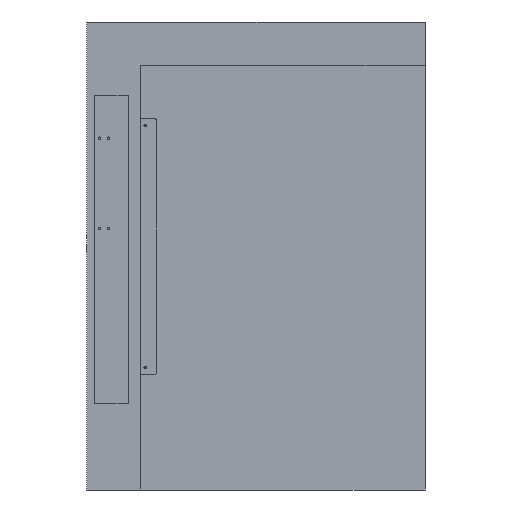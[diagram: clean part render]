
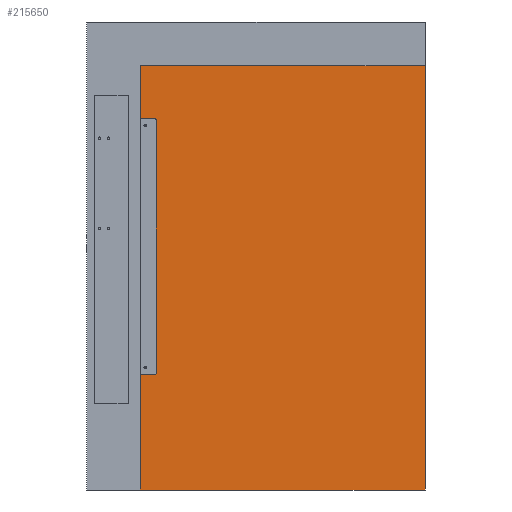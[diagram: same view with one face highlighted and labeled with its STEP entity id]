
A CAD part, left-side view. The second image highlights one B-rep face of the part: STEP entity #215650.
In plain terms, the highlighted planar face has unit normal (-1, 0, 0).
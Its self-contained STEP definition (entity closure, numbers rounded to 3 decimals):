
#211080=CARTESIAN_POINT('',(-42.,-70.1,-1151.6));
#211090=DIRECTION('',(0.,0.,-1.));
#211100=VECTOR('',#211090,1.);
#211110=LINE('',#211080,#211100);
#211180=CARTESIAN_POINT('',(-42.,-70.1,-1831.35));
#211190=VERTEX_POINT('',#211180);
#211220=CARTESIAN_POINT('',(-42.,-70.1,-2037.25));
#211230=VERTEX_POINT('',#211220);
#211240=EDGE_CURVE('',#211190,#211230,#211110,.T.);
#211620=CARTESIAN_POINT('',(-42.,-70.1,-1273.75));
#211630=VERTEX_POINT('',#211620);
#211660=CARTESIAN_POINT('',(-42.,-70.1,-1379.65));
#211670=VERTEX_POINT('',#211660);
#211680=EDGE_CURVE('',#211630,#211670,#211110,.T.);
#211860=CARTESIAN_POINT('',(-42.,-576.65,-2037.25));
#211870=VERTEX_POINT('',#211860);
#211900=CARTESIAN_POINT('',(-42.,-576.65,-1151.6));
#211910=DIRECTION('',(0.,0.,-1.));
#211920=VECTOR('',#211910,1.);
#211930=LINE('',#211900,#211920);
#211940=CARTESIAN_POINT('',(-42.,-576.65,-1273.75));
#211950=VERTEX_POINT('',#211940);
#211960=EDGE_CURVE('',#211950,#211870,#211930,.T.);
#212760=CARTESIAN_POINT('',(-42.,-193.9,-1273.75));
#212770=DIRECTION('',(0.,-1.,0.));
#212780=VECTOR('',#212770,1.);
#212790=LINE('',#212760,#212780);
#212800=EDGE_CURVE('',#211630,#211950,#212790,.T.);
#214260=CARTESIAN_POINT('',(-42.,-126.65,-2623.088));
#214270=DIRECTION('',(-1.,0.,0.));
#214280=DIRECTION('',(0.,0.,1.));
#214290=AXIS2_PLACEMENT_3D('',#214260,#214270,#214280);
#214300=PLANE('',#214290);
#214310=ORIENTED_EDGE('',*,*,#211240,.T.);
#214320=CARTESIAN_POINT('',(-42.,-70.9,-1830.75));
#214330=DIRECTION('',(1.,0.,0.));
#214340=DIRECTION('',(0.,1.,0.));
#214350=AXIS2_PLACEMENT_3D('',#214320,#214330,#214340);
#214360=CIRCLE('',#214350,1.);
#214370=CARTESIAN_POINT('',(-42.,-70.9,-1831.75));
#214380=VERTEX_POINT('',#214370);
#214390=EDGE_CURVE('',#214380,#211190,#214360,.T.);
#214400=ORIENTED_EDGE('',*,*,#214390,.T.);
#214410=CARTESIAN_POINT('',(-42.,-193.9,-1831.75));
#214420=DIRECTION('',(0.,-1.,0.));
#214430=VECTOR('',#214420,1.);
#214440=LINE('',#214410,#214430);
#214450=CARTESIAN_POINT('',(-42.,-98.9,-1831.75));
#214460=VERTEX_POINT('',#214450);
#214470=EDGE_CURVE('',#214380,#214460,#214440,.T.);
#214480=ORIENTED_EDGE('',*,*,#214470,.F.);
#214490=CARTESIAN_POINT('',(-42.,-98.9,-1830.75));
#214500=DIRECTION('',(-1.,0.,0.));
#214510=DIRECTION('',(0.,-1.,0.));
#214520=AXIS2_PLACEMENT_3D('',#214490,#214500,#214510);
#214530=CIRCLE('',#214520,1.);
#214540=CARTESIAN_POINT('',(-42.,-99.9,-1830.75));
#214550=VERTEX_POINT('',#214540);
#214560=EDGE_CURVE('',#214460,#214550,#214530,.T.);
#214570=ORIENTED_EDGE('',*,*,#214560,.F.);
#214580=CARTESIAN_POINT('',(-42.,-99.9,-1151.6));
#214590=DIRECTION('',(0.,0.,1.));
#214600=VECTOR('',#214590,1.);
#214610=LINE('',#214580,#214600);
#214620=CARTESIAN_POINT('',(-42.,-99.9,-1829.25));
#214630=VERTEX_POINT('',#214620);
#214640=EDGE_CURVE('',#214550,#214630,#214610,.T.);
#214650=ORIENTED_EDGE('',*,*,#214640,.F.);
#214660=CARTESIAN_POINT('',(-42.,-193.9,-1829.25));
#214670=DIRECTION('',(0.,1.,0.));
#214680=VECTOR('',#214670,1.);
#214690=LINE('',#214660,#214680);
#214700=CARTESIAN_POINT('',(-42.,-99.4,-1829.25));
#214710=VERTEX_POINT('',#214700);
#214720=EDGE_CURVE('',#214630,#214710,#214690,.T.);
#214730=ORIENTED_EDGE('',*,*,#214720,.F.);
#214740=CARTESIAN_POINT('',(-42.,-99.4,-1151.6));
#214750=DIRECTION('',(0.,0.,1.));
#214760=VECTOR('',#214750,1.);
#214770=LINE('',#214740,#214760);
#214780=CARTESIAN_POINT('',(-42.,-99.4,-1828.75));
#214790=VERTEX_POINT('',#214780);
#214800=EDGE_CURVE('',#214710,#214790,#214770,.T.);
#214810=ORIENTED_EDGE('',*,*,#214800,.F.);
#214820=CARTESIAN_POINT('',(-42.,-193.9,-1828.75));
#214830=DIRECTION('',(0.,-1.,0.));
#214840=VECTOR('',#214830,1.);
#214850=LINE('',#214820,#214840);
#214860=CARTESIAN_POINT('',(-42.,-99.6,-1828.75));
#214870=VERTEX_POINT('',#214860);
#214880=EDGE_CURVE('',#214790,#214870,#214850,.T.);
#214890=ORIENTED_EDGE('',*,*,#214880,.F.);
#214900=CARTESIAN_POINT('',(-42.,-99.6,-1151.6));
#214910=DIRECTION('',(0.,0.,1.));
#214920=VECTOR('',#214910,1.);
#214930=LINE('',#214900,#214920);
#214940=CARTESIAN_POINT('',(-42.,-99.6,-1382.25));
#214950=VERTEX_POINT('',#214940);
#214960=EDGE_CURVE('',#214870,#214950,#214930,.T.);
#214970=ORIENTED_EDGE('',*,*,#214960,.F.);
#214980=CARTESIAN_POINT('',(-42.,-193.9,-1382.25));
#214990=DIRECTION('',(0.,1.,0.));
#215000=VECTOR('',#214990,1.);
#215010=LINE('',#214980,#215000);
#215020=CARTESIAN_POINT('',(-42.,-99.4,-1382.25));
#215030=VERTEX_POINT('',#215020);
#215040=EDGE_CURVE('',#214950,#215030,#215010,.T.);
#215050=ORIENTED_EDGE('',*,*,#215040,.F.);
#215060=CARTESIAN_POINT('',(-42.,-99.4,-1151.6));
#215070=DIRECTION('',(0.,0.,1.));
#215080=VECTOR('',#215070,1.);
#215090=LINE('',#215060,#215080);
#215100=CARTESIAN_POINT('',(-42.,-99.4,-1381.75));
#215110=VERTEX_POINT('',#215100);
#215120=EDGE_CURVE('',#215030,#215110,#215090,.T.);
#215130=ORIENTED_EDGE('',*,*,#215120,.F.);
#215140=CARTESIAN_POINT('',(-42.,-193.9,-1381.75));
#215150=DIRECTION('',(0.,-1.,0.));
#215160=VECTOR('',#215150,1.);
#215170=LINE('',#215140,#215160);
#215180=CARTESIAN_POINT('',(-42.,-99.9,-1381.75));
#215190=VERTEX_POINT('',#215180);
#215200=EDGE_CURVE('',#215110,#215190,#215170,.T.);
#215210=ORIENTED_EDGE('',*,*,#215200,.F.);
#215220=CARTESIAN_POINT('',(-42.,-99.9,-1151.6));
#215230=DIRECTION('',(0.,0.,1.));
#215240=VECTOR('',#215230,1.);
#215250=LINE('',#215220,#215240);
#215260=CARTESIAN_POINT('',(-42.,-99.9,-1380.25));
#215270=VERTEX_POINT('',#215260);
#215280=EDGE_CURVE('',#215190,#215270,#215250,.T.);
#215290=ORIENTED_EDGE('',*,*,#215280,.F.);
#215300=CARTESIAN_POINT('',(-42.,-98.9,-1380.25));
#215310=DIRECTION('',(1.,0.,0.));
#215320=DIRECTION('',(0.,-1.,0.));
#215330=AXIS2_PLACEMENT_3D('',#215300,#215310,#215320);
#215340=CIRCLE('',#215330,1.);
#215350=CARTESIAN_POINT('',(-42.,-98.9,-1379.25));
#215360=VERTEX_POINT('',#215350);
#215370=EDGE_CURVE('',#215360,#215270,#215340,.T.);
#215380=ORIENTED_EDGE('',*,*,#215370,.T.);
#215390=CARTESIAN_POINT('',(-42.,-193.9,-1379.25));
#215400=DIRECTION('',(0.,1.,0.));
#215410=VECTOR('',#215400,1.);
#215420=LINE('',#215390,#215410);
#215430=CARTESIAN_POINT('',(-42.,-70.9,-1379.25));
#215440=VERTEX_POINT('',#215430);
#215450=EDGE_CURVE('',#215360,#215440,#215420,.T.);
#215460=ORIENTED_EDGE('',*,*,#215450,.F.);
#215470=CARTESIAN_POINT('',(-42.,-70.9,-1380.25));
#215480=DIRECTION('',(-1.,0.,0.));
#215490=DIRECTION('',(0.,1.,0.));
#215500=AXIS2_PLACEMENT_3D('',#215470,#215480,#215490);
#215510=CIRCLE('',#215500,1.);
#215520=EDGE_CURVE('',#215440,#211670,#215510,.T.);
#215530=ORIENTED_EDGE('',*,*,#215520,.F.);
#215540=ORIENTED_EDGE('',*,*,#211680,.T.);
#215550=ORIENTED_EDGE('',*,*,#212800,.F.);
#215560=ORIENTED_EDGE('',*,*,#211960,.F.);
#215570=CARTESIAN_POINT('',(-42.,-193.9,-2037.25));
#215580=DIRECTION('',(0.,1.,0.));
#215590=VECTOR('',#215580,1.);
#215600=LINE('',#215570,#215590);
#215610=EDGE_CURVE('',#211870,#211230,#215600,.T.);
#215620=ORIENTED_EDGE('',*,*,#215610,.F.);
#215630=EDGE_LOOP('',(#215620,#215560,#215550,#215540,#215530,#215460,
#215380,#215290,#215210,#215130,#215050,#214970,#214890,#214810,#214730,
#214650,#214570,#214480,#214400,#214310));
#215640=FACE_OUTER_BOUND('',#215630,.T.);
#215650=ADVANCED_FACE('',(#215640),#214300,.T.);
